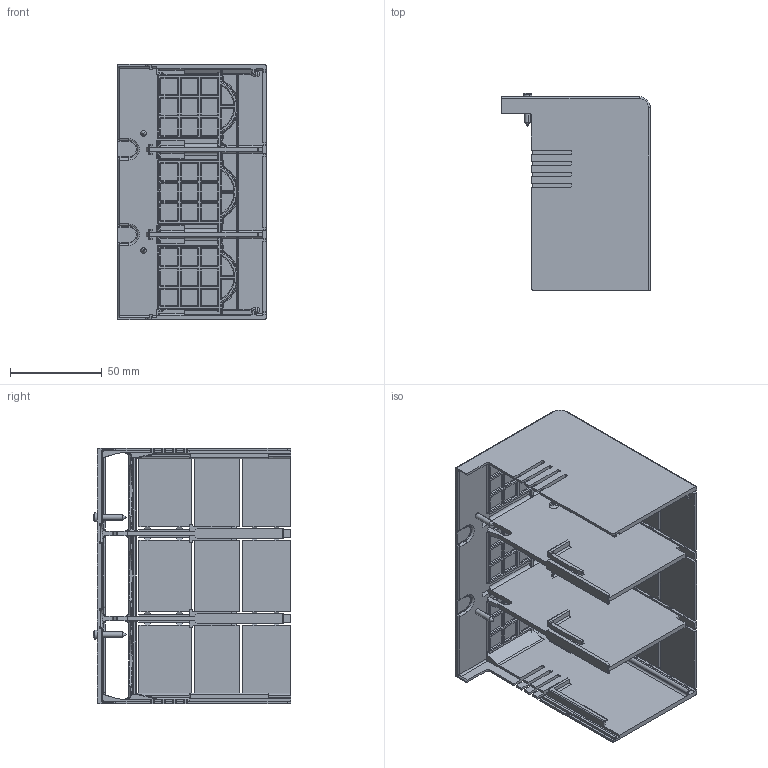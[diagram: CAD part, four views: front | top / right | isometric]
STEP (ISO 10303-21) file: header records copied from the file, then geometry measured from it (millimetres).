
FILE_DESCRIPTION((''),'2;1');
FILE_NAME('1SDH002065A1140_IGES','2020-07-08T14:34:45',('ITMADEL7'),(''),'CREO PARAMETRIC BY PTC INC, 2019030','CREO PARAMETRIC BY PTC INC, 2019030','');
FILE_SCHEMA(('AUTOMOTIVE_DESIGN { 1 0 10303 214 1 1 1 1 }'));
Products named in the file (1): 1SDH002065A1140_IGES
Bounding box: 81.05 x 107.89 x 139.5 mm (x, y, z)
Volume: 132345.5 mm3; surface area: 115415.4 mm2
Topology: 1 solids, 1 shells, 2048 faces, 5101 edges, 3044 vertices
Faces by surface type: plane 1153, cylinder 574, sphere 190, torus 81, bspline 38, cone 12
Entity records: 64833 total; most frequent: CARTESIAN_POINT 15297, DIRECTION 10200, ORIENTED_EDGE 10186, EDGE_CURVE 5093, VECTOR 3616, LINE 3616, AXIS2_PLACEMENT_3D 3292, VERTEX_POINT 3044
